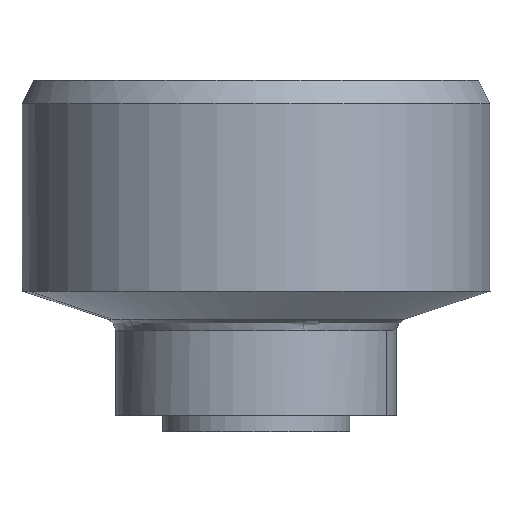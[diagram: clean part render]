
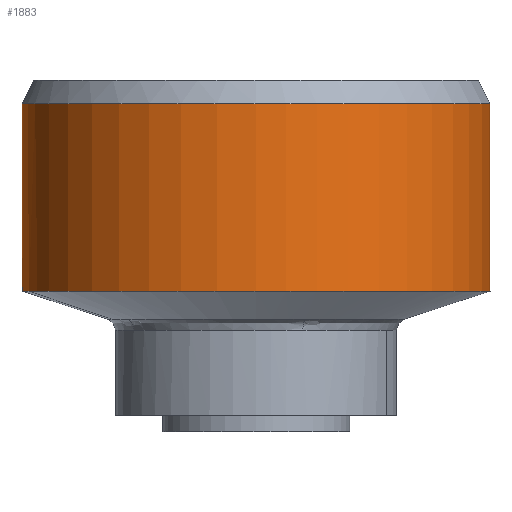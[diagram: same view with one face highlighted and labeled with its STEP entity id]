
A CAD part, left-side view. The second image highlights one B-rep face of the part: STEP entity #1883.
In plain terms, the highlighted free-form (B-spline) face has degree [2, 1] with [7, 2] control points.
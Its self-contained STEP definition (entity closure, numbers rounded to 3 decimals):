
#1517=CARTESIAN_POINT('',(-10.0,0.0,6.0));
#1518=VERTEX_POINT('',#1517);
#1519=CARTESIAN_POINT('',(-2.504,9.681,6.));
#1520=VERTEX_POINT('',#1519);
#1521=CARTESIAN_POINT('',(-10.0,0.0,6.0));
#1522=CARTESIAN_POINT('',(-10.0,7.743,6.));
#1523=CARTESIAN_POINT('',(-2.504,9.681,6.));
#1531=(BOUNDED_CURVE()B_SPLINE_CURVE(2,(#1521,#1522,#1523),.UNSPECIFIED.,.F.,.U.)B_SPLINE_CURVE_WITH_KNOTS((3,3),(0.0,0.207),.UNSPECIFIED.)CURVE()GEOMETRIC_REPRESENTATION_ITEM()RATIONAL_B_SPLINE_CURVE((1.0,0.757,0.917))REPRESENTATION_ITEM(''));
#1532=EDGE_CURVE('',#1518,#1520,#1531,.T.);
#1610=CARTESIAN_POINT('',(0.61,-9.981,6.));
#1611=VERTEX_POINT('',#1610);
#1625=CARTESIAN_POINT('',(0.61,-9.981,6.));
#1626=CARTESIAN_POINT('',(0.306,-10.0,6.0));
#1627=CARTESIAN_POINT('',(0.0,-10.0,6.0));
#1628=CARTESIAN_POINT('',(-10.,-10.,6.0));
#1629=CARTESIAN_POINT('',(-10.0,0.0,6.0));
#1637=(BOUNDED_CURVE()B_SPLINE_CURVE(2,(#1625,#1626,#1627,#1628,#1629),.UNSPECIFIED.,.F.,.U.)B_SPLINE_CURVE_WITH_KNOTS((3,2,3),(0.739,0.75,1.0),.UNSPECIFIED.)CURVE()GEOMETRIC_REPRESENTATION_ITEM()RATIONAL_B_SPLINE_CURVE((0.976,0.988,1.0,0.707,1.0))REPRESENTATION_ITEM(''));
#1638=EDGE_CURVE('',#1611,#1518,#1637,.T.);
#1661=CARTESIAN_POINT('',(9.361,3.516,6.));
#1662=VERTEX_POINT('',#1661);
#1663=CARTESIAN_POINT('',(-2.504,9.681,6.));
#1664=CARTESIAN_POINT('',(-1.272,10.,6.));
#1665=CARTESIAN_POINT('',(0.0,10.0,6.0));
#1666=CARTESIAN_POINT('',(6.926,10.0,6.0));
#1667=CARTESIAN_POINT('',(9.361,3.516,6.));
#1675=(BOUNDED_CURVE()B_SPLINE_CURVE(2,(#1663,#1664,#1665,#1666,#1667),.UNSPECIFIED.,.F.,.U.)B_SPLINE_CURVE_WITH_KNOTS((3,2,3),(0.207,0.25,0.44),.UNSPECIFIED.)CURVE()GEOMETRIC_REPRESENTATION_ITEM()RATIONAL_B_SPLINE_CURVE((0.917,0.95,1.0,0.777,0.893))REPRESENTATION_ITEM(''));
#1676=EDGE_CURVE('',#1520,#1662,#1675,.T.);
#1759=CARTESIAN_POINT('',(9.361,3.516,14.));
#1760=VERTEX_POINT('',#1759);
#1776=CARTESIAN_POINT('',(0.61,-9.981,14.));
#1777=VERTEX_POINT('',#1776);
#1791=CARTESIAN_POINT('',(0.61,-9.981,14.));
#1792=CARTESIAN_POINT('',(0.61,-9.981,6.));
#1793=QUASI_UNIFORM_CURVE('',1,(#1791,#1792),.UNSPECIFIED.,.F.,.U.);
#1794=EDGE_CURVE('',#1777,#1611,#1793,.T.);
#1799=CARTESIAN_POINT('',(9.361,3.516,14.));
#1800=CARTESIAN_POINT('',(9.361,3.516,6.));
#1801=QUASI_UNIFORM_CURVE('',1,(#1799,#1800),.UNSPECIFIED.,.F.,.U.);
#1802=EDGE_CURVE('',#1760,#1662,#1801,.T.);
#1807=CARTESIAN_POINT('',(0.61,-9.981,14.2));
#1808=CARTESIAN_POINT('',(-9.371,-10.592,14.2));
#1809=CARTESIAN_POINT('',(-9.981,-0.61,14.2));
#1810=CARTESIAN_POINT('',(-10.592,9.371,14.2));
#1811=CARTESIAN_POINT('',(-0.61,9.981,14.2));
#1812=CARTESIAN_POINT('',(6.764,10.432,14.2));
#1813=CARTESIAN_POINT('',(9.361,3.516,14.2));
#1814=CARTESIAN_POINT('',(0.61,-9.981,5.795));
#1815=CARTESIAN_POINT('',(-9.371,-10.592,5.795));
#1816=CARTESIAN_POINT('',(-9.981,-0.61,5.795));
#1817=CARTESIAN_POINT('',(-10.592,9.371,5.795));
#1818=CARTESIAN_POINT('',(-0.61,9.981,5.795));
#1819=CARTESIAN_POINT('',(6.764,10.432,5.795));
#1820=CARTESIAN_POINT('',(9.361,3.516,5.795));
#1828=(BOUNDED_SURFACE()B_SPLINE_SURFACE(2,1,((#1807,#1814),(#1808,#1815),(#1809,#1816),(#1810,#1817),(#1811,#1818),(#1812,#1819),(#1813,#1820)),.UNSPECIFIED.,.F.,.F.,.U.)B_SPLINE_SURFACE_WITH_KNOTS((3,2,2,3),(2,2),(0.0,16.569,33.137,46.392),(0.0,8.405),.UNSPECIFIED.)GEOMETRIC_REPRESENTATION_ITEM()RATIONAL_B_SPLINE_SURFACE(((1.0,1.0),(0.707,0.707),(1.0,1.0),(0.707,0.707),(1.0,1.0),(0.766,0.766),(0.906,0.906)))REPRESENTATION_ITEM('')SURFACE());
#1829=CARTESIAN_POINT('',(-1.18,9.93,14.));
#1830=VERTEX_POINT('',#1829);
#1831=CARTESIAN_POINT('',(-1.18,9.93,14.));
#1832=CARTESIAN_POINT('',(-0.592,10.0,14.));
#1833=CARTESIAN_POINT('',(0.0,10.0,14.0));
#1834=CARTESIAN_POINT('',(6.926,10.0,14.));
#1835=CARTESIAN_POINT('',(9.361,3.516,14.));
#1843=(BOUNDED_CURVE()B_SPLINE_CURVE(2,(#1831,#1832,#1833,#1834,#1835),.UNSPECIFIED.,.F.,.U.)B_SPLINE_CURVE_WITH_KNOTS((3,2,3),(0.23,0.25,0.44),.UNSPECIFIED.)CURVE()GEOMETRIC_REPRESENTATION_ITEM()RATIONAL_B_SPLINE_CURVE((0.956,0.976,1.0,0.777,0.893))REPRESENTATION_ITEM(''));
#1844=EDGE_CURVE('',#1830,#1760,#1843,.T.);
#1845=ORIENTED_EDGE('',*,*,#1844,.T.);
#1846=ORIENTED_EDGE('',*,*,#1802,.T.);
#1847=ORIENTED_EDGE('',*,*,#1676,.F.);
#1848=ORIENTED_EDGE('',*,*,#1532,.F.);
#1849=ORIENTED_EDGE('',*,*,#1638,.F.);
#1850=ORIENTED_EDGE('',*,*,#1794,.F.);
#1851=CARTESIAN_POINT('',(-10.0,0.0,14.0));
#1852=VERTEX_POINT('',#1851);
#1853=CARTESIAN_POINT('',(0.61,-9.981,14.));
#1854=CARTESIAN_POINT('',(0.306,-10.0,14.));
#1855=CARTESIAN_POINT('',(0.0,-10.0,14.0));
#1856=CARTESIAN_POINT('',(-10.,-10.,14.));
#1857=CARTESIAN_POINT('',(-10.0,0.0,14.0));
#1865=(BOUNDED_CURVE()B_SPLINE_CURVE(2,(#1853,#1854,#1855,#1856,#1857),.UNSPECIFIED.,.F.,.U.)B_SPLINE_CURVE_WITH_KNOTS((3,2,3),(0.739,0.75,1.0),.UNSPECIFIED.)CURVE()GEOMETRIC_REPRESENTATION_ITEM()RATIONAL_B_SPLINE_CURVE((0.976,0.988,1.0,0.707,1.0))REPRESENTATION_ITEM(''));
#1866=EDGE_CURVE('',#1777,#1852,#1865,.T.);
#1867=ORIENTED_EDGE('',*,*,#1866,.T.);
#1868=CARTESIAN_POINT('',(-10.0,0.0,14.0));
#1869=CARTESIAN_POINT('',(-10.0,8.882,14.));
#1870=CARTESIAN_POINT('',(-1.18,9.93,14.));
#1878=(BOUNDED_CURVE()B_SPLINE_CURVE(2,(#1868,#1869,#1870),.UNSPECIFIED.,.F.,.U.)B_SPLINE_CURVE_WITH_KNOTS((3,3),(0.0,0.23),.UNSPECIFIED.)CURVE()GEOMETRIC_REPRESENTATION_ITEM()RATIONAL_B_SPLINE_CURVE((1.0,0.731,0.956))REPRESENTATION_ITEM(''));
#1879=EDGE_CURVE('',#1852,#1830,#1878,.T.);
#1880=ORIENTED_EDGE('',*,*,#1879,.T.);
#1881=EDGE_LOOP('',(#1845,#1846,#1847,#1848,#1849,#1850,#1867,#1880));
#1882=FACE_OUTER_BOUND('',#1881,.T.);
#1883=ADVANCED_FACE('',(#1882),#1828,.T.);
